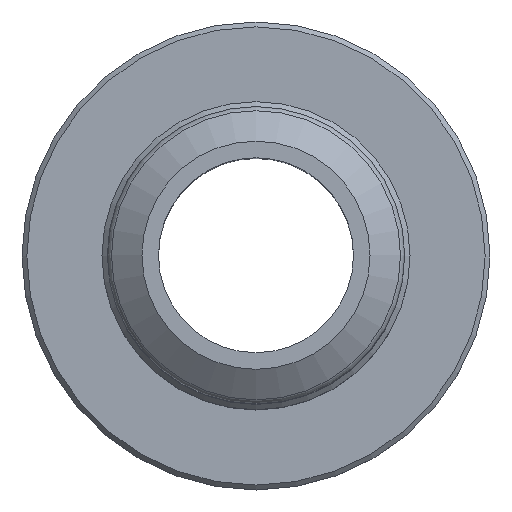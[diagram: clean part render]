
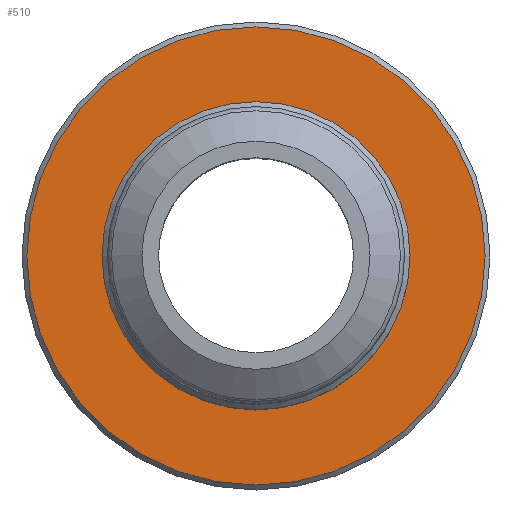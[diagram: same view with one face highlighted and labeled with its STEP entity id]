
A CAD part, top view. The second image highlights one B-rep face of the part: STEP entity #510.
In plain terms, the highlighted planar face has unit normal (0, 0, 1).
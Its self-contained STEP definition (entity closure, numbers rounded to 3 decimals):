
#19=FACE_BOUND('',#95,.T.);
#28=PLANE('',#580);
#55=FACE_OUTER_BOUND('',#94,.T.);
#94=EDGE_LOOP('',(#370));
#95=EDGE_LOOP('',(#371));
#194=CIRCLE('',#579,11.75);
#195=CIRCLE('',#581,7.9);
#240=VERTEX_POINT('',#872);
#241=VERTEX_POINT('',#876);
#288=EDGE_CURVE('',#240,#240,#194,.T.);
#289=EDGE_CURVE('',#241,#241,#195,.T.);
#370=ORIENTED_EDGE('',*,*,#288,.F.);
#371=ORIENTED_EDGE('',*,*,#289,.T.);
#510=ADVANCED_FACE('',(#55,#19),#28,.F.);
#579=AXIS2_PLACEMENT_3D('',#874,#684,#685);
#580=AXIS2_PLACEMENT_3D('',#875,#686,#687);
#581=AXIS2_PLACEMENT_3D('',#877,#688,#689);
#684=DIRECTION('center_axis',(0.,0.,-1.));
#685=DIRECTION('ref_axis',(-1.,0.,0.));
#686=DIRECTION('center_axis',(0.,0.,-1.));
#687=DIRECTION('ref_axis',(-1.,0.,0.));
#688=DIRECTION('center_axis',(0.,0.,-1.));
#689=DIRECTION('ref_axis',(1.,0.,0.));
#872=CARTESIAN_POINT('',(11.75,0.,26.7));
#874=CARTESIAN_POINT('Origin',(0.,0.,26.7));
#875=CARTESIAN_POINT('Origin',(0.,7.9,26.7));
#876=CARTESIAN_POINT('',(0.,-7.9,26.7));
#877=CARTESIAN_POINT('Origin',(0.,0.,26.7));
